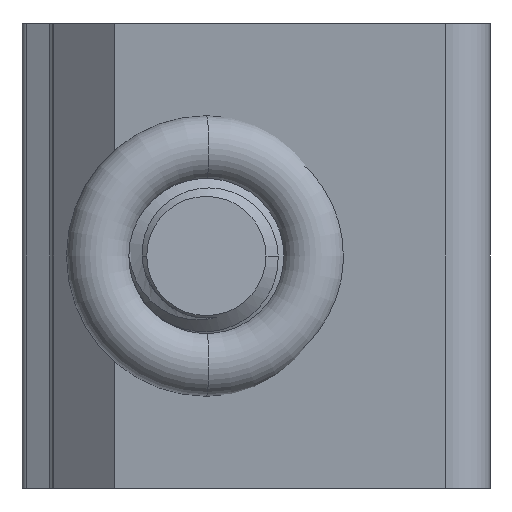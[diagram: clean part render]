
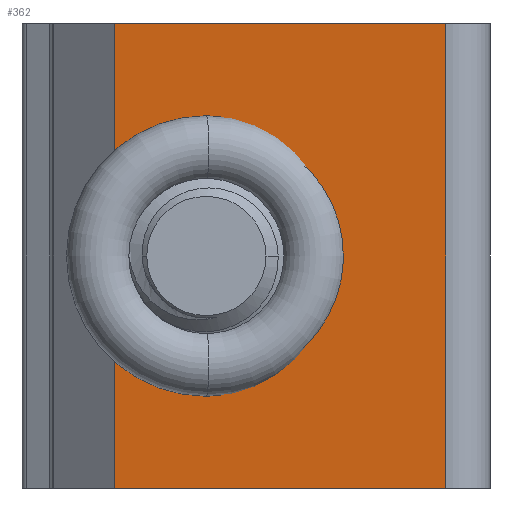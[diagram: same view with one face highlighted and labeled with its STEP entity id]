
A CAD part, front view. The second image highlights one B-rep face of the part: STEP entity #362.
In plain terms, the highlighted planar face has unit normal (-0.136, -0.991, 0).
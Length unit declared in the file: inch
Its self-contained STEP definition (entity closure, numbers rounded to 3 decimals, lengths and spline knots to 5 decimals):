
#31 = DIRECTION ( 'NONE',  ( 0., 0., -1. ) ) ;
#61 = VECTOR ( 'NONE', #6867, 39.37008 ) ;
#80 = DIRECTION ( 'NONE',  ( 0., 0., 1. ) ) ;
#89 = VERTEX_POINT ( 'NONE', #1417 ) ;
#162 = ORIENTED_EDGE ( 'NONE', *, *, #4520, .T. ) ;
#178 = CARTESIAN_POINT ( 'NONE',  ( 0.55237, -0.88345, 0.3566 ) ) ;
#207 = CARTESIAN_POINT ( 'NONE',  ( 0.28, -0.84614, -0.75 ) ) ;
#362 = ADVANCED_FACE ( 'NONE', ( #4772 ), #3484, .T. ) ;
#380 = EDGE_LOOP ( 'NONE', ( #3321, #868, #6326, #162, #7582, #1148, #3918, #1290, #631, #7230 ) ) ;
#631 = ORIENTED_EDGE ( 'NONE', *, *, #8075, .T. ) ;
#668 = VECTOR ( 'NONE', #2113, 39.37008 ) ;
#684 = CARTESIAN_POINT ( 'NONE',  ( 0.47487, -0.87283, 0.2717 ) ) ;
#868 = ORIENTED_EDGE ( 'NONE', *, *, #961, .T. ) ;
#870 = CARTESIAN_POINT ( 'NONE',  ( 0.28, -0.84614, -0.403 ) ) ;
#892 = VERTEX_POINT ( 'NONE', #7233 ) ;
#961 = EDGE_CURVE ( 'NONE', #5265, #89, #5712, .T. ) ;
#974 = VECTOR ( 'NONE', #4011, 39.37008 ) ;
#1042 = CARTESIAN_POINT ( 'NONE',  ( 0.65754, -0.89786, -0.403 ) ) ;
#1148 = ORIENTED_EDGE ( 'NONE', *, *, #4361, .F. ) ;
#1290 = ORIENTED_EDGE ( 'NONE', *, *, #6692, .T. ) ;
#1311 = EDGE_CURVE ( 'NONE', #3934, #5265, #2163, .T. ) ;
#1328 =( BOUNDED_CURVE ( )  B_SPLINE_CURVE ( 3, ( #4049, #3480, #5347, #1609 ),
 .UNSPECIFIED., .F., .T. ) 
 B_SPLINE_CURVE_WITH_KNOTS ( ( 4, 4 ),
 ( 1.5708, 4.71239 ),
 .UNSPECIFIED. ) 
 CURVE ( )  GEOMETRIC_REPRESENTATION_ITEM ( )  RATIONAL_B_SPLINE_CURVE ( ( 1., 0.333, 0.333, 1. ) ) 
 REPRESENTATION_ITEM ( '' )  );
#1412 = LINE ( 'NONE', #5836, #8232 ) ;
#1417 = CARTESIAN_POINT ( 'NONE',  ( 0.47487, -0.87283, -0.2717 ) ) ;
#1609 = CARTESIAN_POINT ( 'NONE',  ( 0.81187, -0.919, -0.403 ) ) ;
#1652 = EDGE_CURVE ( 'NONE', #2723, #6101, #1412, .T. ) ;
#1681 = CARTESIAN_POINT ( 'NONE',  ( 1.54554, -1.0195, -0.75 ) ) ;
#1925 = CARTESIAN_POINT ( 'NONE',  ( 0.7725, -0.9136, 0.403 ) ) ;
#1940 = VECTOR ( 'NONE', #2684, 39.37008 ) ;
#2053 = LINE ( 'NONE', #4606, #2570 ) ;
#2113 = DIRECTION ( 'NONE',  ( 0.991, -0.136, 0. ) ) ;
#2123 = CARTESIAN_POINT ( 'NONE',  ( 0.81187, -0.919, 0.403 ) ) ;
#2151 = VERTEX_POINT ( 'NONE', #2991 ) ;
#2152 = VERTEX_POINT ( 'NONE', #3694 ) ;
#2163 = LINE ( 'NONE', #870, #974 ) ;
#2376 = CARTESIAN_POINT ( 'NONE',  ( 0.28, -0.84614, 0.403 ) ) ;
#2570 = VECTOR ( 'NONE', #7196, 39.37008 ) ;
#2684 = DIRECTION ( 'NONE',  ( 0.991, -0.136, 0. ) ) ;
#2723 = VERTEX_POINT ( 'NONE', #1681 ) ;
#2991 = CARTESIAN_POINT ( 'NONE',  ( 0.47487, -0.87283, 0.2717 ) ) ;
#3321 = ORIENTED_EDGE ( 'NONE', *, *, #1311, .T. ) ;
#3399 = CARTESIAN_POINT ( 'NONE',  ( 0.28, -0.84614, -0.75 ) ) ;
#3480 = CARTESIAN_POINT ( 'NONE',  ( 1.61787, -1.02941, 0.403 ) ) ;
#3484 = PLANE ( 'NONE',  #4835 ) ;
#3498 = CARTESIAN_POINT ( 'NONE',  ( 0.47487, -0.87283, -0.2717 ) ) ;
#3563 = VECTOR ( 'NONE', #31, 39.37008 ) ;
#3576 = CARTESIAN_POINT ( 'NONE',  ( 0.81187, -0.919, -0.403 ) ) ;
#3694 = CARTESIAN_POINT ( 'NONE',  ( 0.7725, -0.9136, 0.403 ) ) ;
#3918 = ORIENTED_EDGE ( 'NONE', *, *, #7897, .T. ) ;
#3934 = VERTEX_POINT ( 'NONE', #3576 ) ;
#4010 = DIRECTION ( 'NONE',  ( -0.136, -0.991, 0. ) ) ;
#4011 = DIRECTION ( 'NONE',  ( -0.991, 0.136, 0. ) ) ;
#4049 = CARTESIAN_POINT ( 'NONE',  ( 0.81187, -0.919, 0.403 ) ) ;
#4100 = CARTESIAN_POINT ( 'NONE',  ( 0.7725, -0.9136, -0.403 ) ) ;
#4134 = DIRECTION ( 'NONE',  ( 0.991, -0.136, 0. ) ) ;
#4287 = LINE ( 'NONE', #2376, #61 ) ;
#4361 = EDGE_CURVE ( 'NONE', #6258, #6101, #7670, .T. ) ;
#4468 = CARTESIAN_POINT ( 'NONE',  ( 0.47487, -0.87283, -0.75 ) ) ;
#4487 = EDGE_CURVE ( 'NONE', #5228, #3934, #1328, .T. ) ;
#4520 = EDGE_CURVE ( 'NONE', #892, #2723, #8002, .T. ) ;
#4606 = CARTESIAN_POINT ( 'NONE',  ( 0.47487, -0.87283, -0.75 ) ) ;
#4772 = FACE_OUTER_BOUND ( 'NONE', #380, .T. ) ;
#4835 = AXIS2_PLACEMENT_3D ( 'NONE', #207, #4010, #4134 ) ;
#5143 = CARTESIAN_POINT ( 'NONE',  ( 0.28, -0.84614, 0.75 ) ) ;
#5228 = VERTEX_POINT ( 'NONE', #2123 ) ;
#5265 = VERTEX_POINT ( 'NONE', #4100 ) ;
#5347 = CARTESIAN_POINT ( 'NONE',  ( 1.61787, -1.02941, -0.403 ) ) ;
#5712 =( BOUNDED_CURVE ( )  B_SPLINE_CURVE ( 3, ( #7430, #1042, #7982, #3498 ),
 .UNSPECIFIED., .F., .F. ) 
 B_SPLINE_CURVE_WITH_KNOTS ( ( 4, 4 ),
 ( 4.71239, 5.5433 ),
 .UNSPECIFIED. ) 
 CURVE ( )  GEOMETRIC_REPRESENTATION_ITEM ( )  RATIONAL_B_SPLINE_CURVE ( ( 1., 0.943, 0.943, 1. ) ) 
 REPRESENTATION_ITEM ( '' )  );
#5836 = CARTESIAN_POINT ( 'NONE',  ( 1.54554, -1.0195, -0.75 ) ) ;
#5974 = CARTESIAN_POINT ( 'NONE',  ( 0.65754, -0.89786, 0.403 ) ) ;
#6101 = VERTEX_POINT ( 'NONE', #7348 ) ;
#6258 = VERTEX_POINT ( 'NONE', #6670 ) ;
#6326 = ORIENTED_EDGE ( 'NONE', *, *, #7458, .T. ) ;
#6552 = LINE ( 'NONE', #4468, #3563 ) ;
#6670 = CARTESIAN_POINT ( 'NONE',  ( 0.47487, -0.87283, 0.75 ) ) ;
#6692 = EDGE_CURVE ( 'NONE', #2151, #2152, #7579, .T. ) ;
#6867 = DIRECTION ( 'NONE',  ( 0.991, -0.136, 0. ) ) ;
#7196 = DIRECTION ( 'NONE',  ( 0., 0., -1. ) ) ;
#7230 = ORIENTED_EDGE ( 'NONE', *, *, #4487, .T. ) ;
#7233 = CARTESIAN_POINT ( 'NONE',  ( 0.47487, -0.87283, -0.75 ) ) ;
#7348 = CARTESIAN_POINT ( 'NONE',  ( 1.54554, -1.0195, 0.75 ) ) ;
#7430 = CARTESIAN_POINT ( 'NONE',  ( 0.7725, -0.9136, -0.403 ) ) ;
#7458 = EDGE_CURVE ( 'NONE', #89, #892, #2053, .T. ) ;
#7579 =( BOUNDED_CURVE ( )  B_SPLINE_CURVE ( 3, ( #684, #178, #5974, #1925 ),
 .UNSPECIFIED., .F., .T. ) 
 B_SPLINE_CURVE_WITH_KNOTS ( ( 4, 4 ),
 ( 0.73988, 1.5708 ),
 .UNSPECIFIED. ) 
 CURVE ( )  GEOMETRIC_REPRESENTATION_ITEM ( )  RATIONAL_B_SPLINE_CURVE ( ( 1., 0.943, 0.943, 1. ) ) 
 REPRESENTATION_ITEM ( '' )  );
#7582 = ORIENTED_EDGE ( 'NONE', *, *, #1652, .T. ) ;
#7670 = LINE ( 'NONE', #5143, #1940 ) ;
#7897 = EDGE_CURVE ( 'NONE', #6258, #2151, #6552, .T. ) ;
#7982 = CARTESIAN_POINT ( 'NONE',  ( 0.55237, -0.88345, -0.3566 ) ) ;
#8002 = LINE ( 'NONE', #3399, #668 ) ;
#8075 = EDGE_CURVE ( 'NONE', #2152, #5228, #4287, .T. ) ;
#8232 = VECTOR ( 'NONE', #80, 39.37008 ) ;
